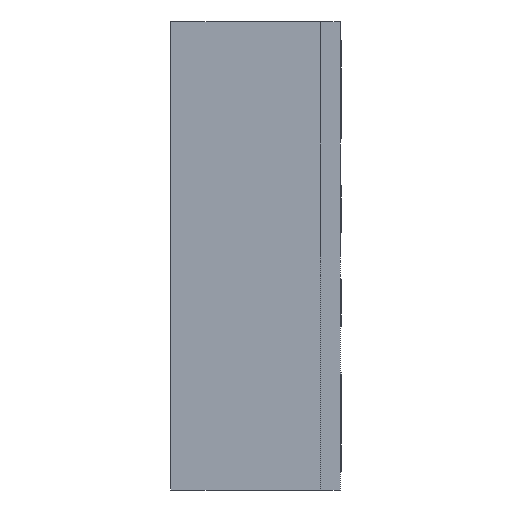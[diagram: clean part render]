
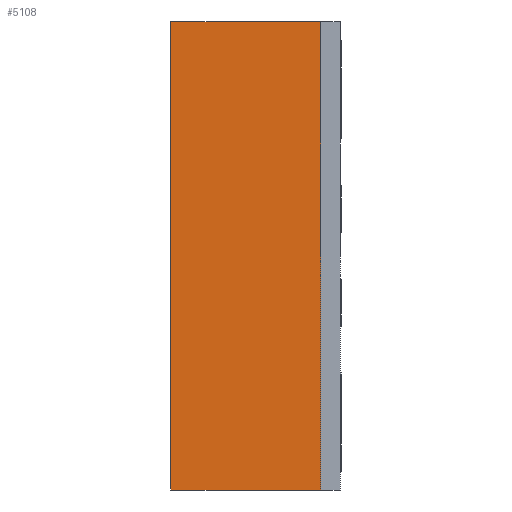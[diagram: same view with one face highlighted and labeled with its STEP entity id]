
A CAD part, left-side view. The second image highlights one B-rep face of the part: STEP entity #5108.
In plain terms, the highlighted planar face has unit normal (-1, 0, 0).
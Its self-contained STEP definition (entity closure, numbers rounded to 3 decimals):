
#246 = ORIENTED_EDGE ( 'NONE', *, *, #4141, .F. ) ;
#450 = VERTEX_POINT ( 'NONE', #1137 ) ;
#503 = LINE ( 'NONE', #4965, #6187 ) ;
#557 = DIRECTION ( 'NONE',  ( 0., 0., 1. ) ) ;
#662 = EDGE_LOOP ( 'NONE', ( #1795, #246, #4863, #6500 ) ) ;
#757 = CARTESIAN_POINT ( 'NONE',  ( -1.5, 0.8, 1.25 ) ) ;
#1034 = DIRECTION ( 'NONE',  ( 1., 0., 0. ) ) ;
#1137 = CARTESIAN_POINT ( 'NONE',  ( -1.5, 0.8, 1.25 ) ) ;
#1300 = DIRECTION ( 'NONE',  ( 0., -1., 0. ) ) ;
#1356 = FACE_OUTER_BOUND ( 'NONE', #662, .T. ) ;
#1655 = AXIS2_PLACEMENT_3D ( 'NONE', #4350, #1034, #4909 ) ;
#1661 = DIRECTION ( 'NONE',  ( 0., 0., 1. ) ) ;
#1753 = EDGE_CURVE ( 'NONE', #6551, #1994, #2766, .T. ) ;
#1795 = ORIENTED_EDGE ( 'NONE', *, *, #1753, .T. ) ;
#1975 = DIRECTION ( 'NONE',  ( 0., -1., 0. ) ) ;
#1994 = VERTEX_POINT ( 'NONE', #4719 ) ;
#2130 = CARTESIAN_POINT ( 'NONE',  ( -1.5, 0., -1.25 ) ) ;
#2759 = VECTOR ( 'NONE', #1661, 1000. ) ;
#2766 = LINE ( 'NONE', #4992, #2759 ) ;
#2799 = VERTEX_POINT ( 'NONE', #4077 ) ;
#4052 = VECTOR ( 'NONE', #1300, 1000. ) ;
#4077 = CARTESIAN_POINT ( 'NONE',  ( -1.5, 0.8, -1.25 ) ) ;
#4141 = EDGE_CURVE ( 'NONE', #450, #1994, #6882, .T. ) ;
#4350 = CARTESIAN_POINT ( 'NONE',  ( -1.5, 0.8, -1.25 ) ) ;
#4719 = CARTESIAN_POINT ( 'NONE',  ( -1.5, 0., 1.25 ) ) ;
#4749 = CARTESIAN_POINT ( 'NONE',  ( -1.5, 0.8, -1.25 ) ) ;
#4863 = ORIENTED_EDGE ( 'NONE', *, *, #5177, .F. ) ;
#4909 = DIRECTION ( 'NONE',  ( 0., 0., -1. ) ) ;
#4965 = CARTESIAN_POINT ( 'NONE',  ( -1.5, 0.8, -1.25 ) ) ;
#4992 = CARTESIAN_POINT ( 'NONE',  ( -1.5, 0., -1.25 ) ) ;
#5038 = EDGE_CURVE ( 'NONE', #2799, #6551, #6579, .T. ) ;
#5108 = ADVANCED_FACE ( 'NONE', ( #1356 ), #6984, .F. ) ;
#5177 = EDGE_CURVE ( 'NONE', #2799, #450, #503, .T. ) ;
#6187 = VECTOR ( 'NONE', #557, 1000. ) ;
#6500 = ORIENTED_EDGE ( 'NONE', *, *, #5038, .T. ) ;
#6551 = VERTEX_POINT ( 'NONE', #2130 ) ;
#6579 = LINE ( 'NONE', #4749, #6737 ) ;
#6737 = VECTOR ( 'NONE', #1975, 1000. ) ;
#6882 = LINE ( 'NONE', #757, #4052 ) ;
#6984 = PLANE ( 'NONE',  #1655 ) ;
